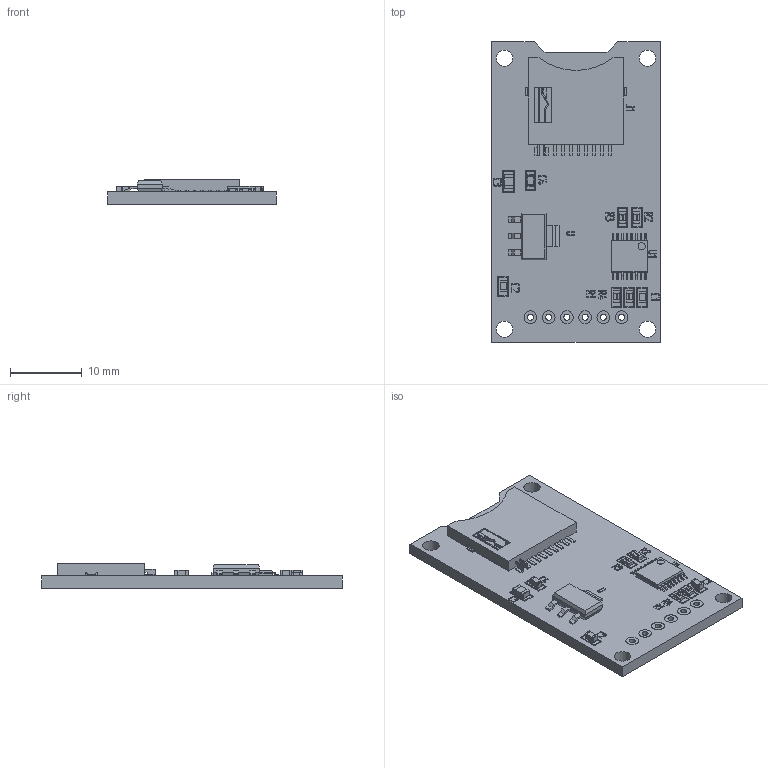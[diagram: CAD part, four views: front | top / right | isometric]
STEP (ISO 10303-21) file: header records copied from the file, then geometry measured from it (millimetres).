
FILE_DESCRIPTION(/* description */ ('Unknown'),/* implementation_level */ '2;1');
FILE_NAME(/* name */ 'MicroSD Card Module - 2.stp',/* time_stamp */ '2025-02-14T22:38:22+07:00',/* author */ ('ThinkPad'),/* organization */ ('Unknown'),/* preprocessor_version */ 'ST-DEVELOPER v20',/* originating_system */ 'Autodesk Inventor 2025',/* authorisation */ 'Unknown');
FILE_SCHEMA (('AUTOMOTIVE_DESIGN { 1 0 10303 214 3 1 1 }'));
Products named in the file (8): MicroSD Card Module - 2; SD Card Module - 2; MicroSD; TSSOP-16; 0603 Resistor; SOT223-3; 0603 Capacitor; 0805_Capacitor
Assembly tree (12 placements, depth 2):
  MicroSD Card Module - 2
    SD Card Module - 2
    MicroSD
    TSSOP-16
    0603 Capacitor  x3
    0603 Resistor  x4
    SOT223-3
    0805_Capacitor
Bounding box: 23.55 x 41.94 x 3.4 mm (x, y, z)
Volume: 1854.3 mm3; surface area: 3051.3 mm2
Topology: 16 solids, 40 shells, 2108 faces, 5124 edges, 3299 vertices
Faces by surface type: plane 1398, cylinder 337, bspline 243, torus 130
Full cylindrical faces by diameter (mm): 0.838 x6, 1 x1, 1.45 x2, 1.778 x12, 2.286 x4
Entity records: 66007 total; most frequent: CARTESIAN_POINT 18465, ORIENTED_EDGE 9602, DIRECTION 8649, EDGE_CURVE 4801, LINE 3583, VECTOR 3583, VERTEX_POINT 3089, AXIS2_PLACEMENT_3D 2533
